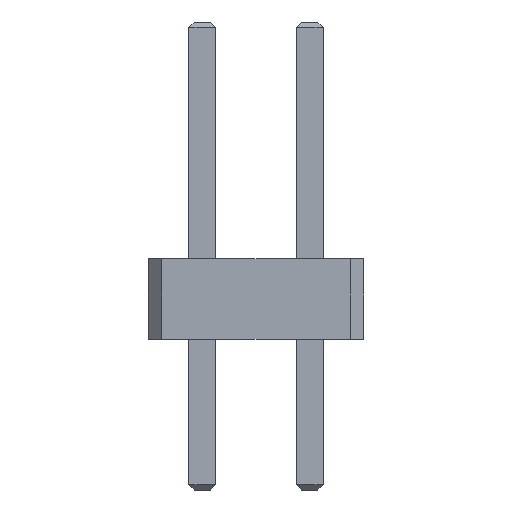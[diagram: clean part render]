
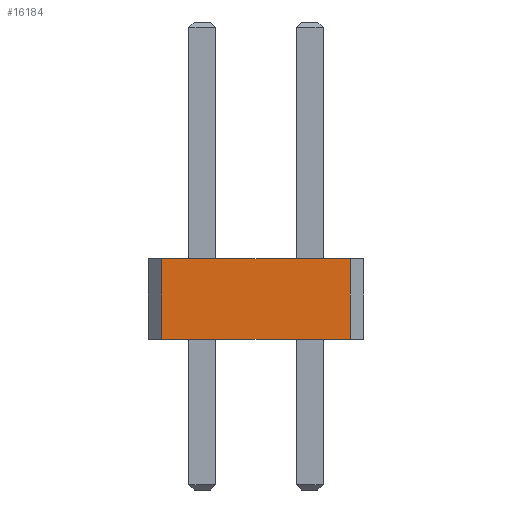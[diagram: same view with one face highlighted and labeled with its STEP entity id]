
A CAD part, front view. The second image highlights one B-rep face of the part: STEP entity #16184.
In plain terms, the highlighted planar face has unit normal (0, -1, 0).
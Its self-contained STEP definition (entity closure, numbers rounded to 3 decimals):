
#44 = PLANE('',#45);
#45 = AXIS2_PLACEMENT_3D('',#46,#47,#48);
#46 = CARTESIAN_POINT('',(-1.,0.75,0.));
#47 = DIRECTION('',(0.,0.,-1.));
#48 = DIRECTION('',(0.,1.,0.));
#100 = PLANE('',#101);
#101 = AXIS2_PLACEMENT_3D('',#102,#103,#104);
#102 = CARTESIAN_POINT('',(-1.,0.75,1.5));
#103 = DIRECTION('',(0.,0.,-1.));
#104 = DIRECTION('',(-1.,0.,0.));
#1673 = VERTEX_POINT('',#1674);
#1674 = CARTESIAN_POINT('',(2.75,-35.,0.));
#1688 = PLANE('',#1689);
#1689 = AXIS2_PLACEMENT_3D('',#1690,#1691,#1692);
#1690 = CARTESIAN_POINT('',(2.875,-34.875,0.));
#1691 = DIRECTION('',(0.707,-0.707,0.));
#1692 = DIRECTION('',(0.,0.,-1.));
#1700 = EDGE_CURVE('',#1701,#1673,#1703,.T.);
#1701 = VERTEX_POINT('',#1702);
#1702 = CARTESIAN_POINT('',(-0.75,-35.,0.));
#1703 = SURFACE_CURVE('',#1704,(#1708,#1715),.PCURVE_S1.);
#1704 = LINE('',#1705,#1706);
#1705 = CARTESIAN_POINT('',(-1.,-35.,0.));
#1706 = VECTOR('',#1707,1.);
#1707 = DIRECTION('',(1.,0.,0.));
#1708 = PCURVE('',#44,#1709);
#1709 = DEFINITIONAL_REPRESENTATION('',(#1710),#1714);
#1710 = LINE('',#1711,#1712);
#1711 = CARTESIAN_POINT('',(-35.75,0.));
#1712 = VECTOR('',#1713,1.);
#1713 = DIRECTION('',(0.,1.));
#1714 = ( GEOMETRIC_REPRESENTATION_CONTEXT(2) 
PARAMETRIC_REPRESENTATION_CONTEXT() REPRESENTATION_CONTEXT('2D SPACE',''
  ) );
#1715 = PCURVE('',#1716,#1721);
#1716 = PLANE('',#1717);
#1717 = AXIS2_PLACEMENT_3D('',#1718,#1719,#1720);
#1718 = CARTESIAN_POINT('',(-1.,-35.,0.));
#1719 = DIRECTION('',(0.,1.,0.));
#1720 = DIRECTION('',(1.,0.,0.));
#1721 = DEFINITIONAL_REPRESENTATION('',(#1722),#1726);
#1722 = LINE('',#1723,#1724);
#1723 = CARTESIAN_POINT('',(0.,0.));
#1724 = VECTOR('',#1725,1.);
#1725 = DIRECTION('',(1.,0.));
#1726 = ( GEOMETRIC_REPRESENTATION_CONTEXT(2) 
PARAMETRIC_REPRESENTATION_CONTEXT() REPRESENTATION_CONTEXT('2D SPACE',''
  ) );
#1744 = PLANE('',#1745);
#1745 = AXIS2_PLACEMENT_3D('',#1746,#1747,#1748);
#1746 = CARTESIAN_POINT('',(-0.875,-34.875,0.));
#1747 = DIRECTION('',(-0.707,-0.707,0.));
#1748 = DIRECTION('',(0.,0.,-1.));
#8322 = VERTEX_POINT('',#8323);
#8323 = CARTESIAN_POINT('',(2.75,-35.,1.5));
#8344 = EDGE_CURVE('',#8345,#8322,#8347,.T.);
#8345 = VERTEX_POINT('',#8346);
#8346 = CARTESIAN_POINT('',(-0.75,-35.,1.5));
#8347 = SURFACE_CURVE('',#8348,(#8352,#8359),.PCURVE_S1.);
#8348 = LINE('',#8349,#8350);
#8349 = CARTESIAN_POINT('',(-1.,-35.,1.5));
#8350 = VECTOR('',#8351,1.);
#8351 = DIRECTION('',(1.,0.,0.));
#8352 = PCURVE('',#100,#8353);
#8353 = DEFINITIONAL_REPRESENTATION('',(#8354),#8358);
#8354 = LINE('',#8355,#8356);
#8355 = CARTESIAN_POINT('',(0.,-35.75));
#8356 = VECTOR('',#8357,1.);
#8357 = DIRECTION('',(-1.,0.));
#8358 = ( GEOMETRIC_REPRESENTATION_CONTEXT(2) 
PARAMETRIC_REPRESENTATION_CONTEXT() REPRESENTATION_CONTEXT('2D SPACE',''
  ) );
#8359 = PCURVE('',#1716,#8360);
#8360 = DEFINITIONAL_REPRESENTATION('',(#8361),#8365);
#8361 = LINE('',#8362,#8363);
#8362 = CARTESIAN_POINT('',(0.,-1.5));
#8363 = VECTOR('',#8364,1.);
#8364 = DIRECTION('',(1.,0.));
#8365 = ( GEOMETRIC_REPRESENTATION_CONTEXT(2) 
PARAMETRIC_REPRESENTATION_CONTEXT() REPRESENTATION_CONTEXT('2D SPACE',''
  ) );
#16164 = EDGE_CURVE('',#1701,#8345,#16165,.T.);
#16165 = SURFACE_CURVE('',#16166,(#16170,#16177),.PCURVE_S1.);
#16166 = LINE('',#16167,#16168);
#16167 = CARTESIAN_POINT('',(-0.75,-35.,0.));
#16168 = VECTOR('',#16169,1.);
#16169 = DIRECTION('',(0.,0.,1.));
#16170 = PCURVE('',#1744,#16171);
#16171 = DEFINITIONAL_REPRESENTATION('',(#16172),#16176);
#16172 = LINE('',#16173,#16174);
#16173 = CARTESIAN_POINT('',(0.,0.177));
#16174 = VECTOR('',#16175,1.);
#16175 = DIRECTION('',(-1.,0.));
#16176 = ( GEOMETRIC_REPRESENTATION_CONTEXT(2) 
PARAMETRIC_REPRESENTATION_CONTEXT() REPRESENTATION_CONTEXT('2D SPACE',''
  ) );
#16177 = PCURVE('',#1716,#16178);
#16178 = DEFINITIONAL_REPRESENTATION('',(#16179),#16183);
#16179 = LINE('',#16180,#16181);
#16180 = CARTESIAN_POINT('',(0.25,0.));
#16181 = VECTOR('',#16182,1.);
#16182 = DIRECTION('',(0.,-1.));
#16183 = ( GEOMETRIC_REPRESENTATION_CONTEXT(2) 
PARAMETRIC_REPRESENTATION_CONTEXT() REPRESENTATION_CONTEXT('2D SPACE',''
  ) );
#16184 = ADVANCED_FACE('',(#16185),#1716,.F.);
#16185 = FACE_BOUND('',#16186,.F.);
#16186 = EDGE_LOOP('',(#16187,#16188,#16189,#16190));
#16187 = ORIENTED_EDGE('',*,*,#1700,.F.);
#16188 = ORIENTED_EDGE('',*,*,#16164,.T.);
#16189 = ORIENTED_EDGE('',*,*,#8344,.T.);
#16190 = ORIENTED_EDGE('',*,*,#16191,.F.);
#16191 = EDGE_CURVE('',#1673,#8322,#16192,.T.);
#16192 = SURFACE_CURVE('',#16193,(#16197,#16204),.PCURVE_S1.);
#16193 = LINE('',#16194,#16195);
#16194 = CARTESIAN_POINT('',(2.75,-35.,0.));
#16195 = VECTOR('',#16196,1.);
#16196 = DIRECTION('',(0.,0.,1.));
#16197 = PCURVE('',#1716,#16198);
#16198 = DEFINITIONAL_REPRESENTATION('',(#16199),#16203);
#16199 = LINE('',#16200,#16201);
#16200 = CARTESIAN_POINT('',(3.75,0.));
#16201 = VECTOR('',#16202,1.);
#16202 = DIRECTION('',(0.,-1.));
#16203 = ( GEOMETRIC_REPRESENTATION_CONTEXT(2) 
PARAMETRIC_REPRESENTATION_CONTEXT() REPRESENTATION_CONTEXT('2D SPACE',''
  ) );
#16204 = PCURVE('',#1688,#16205);
#16205 = DEFINITIONAL_REPRESENTATION('',(#16206),#16210);
#16206 = LINE('',#16207,#16208);
#16207 = CARTESIAN_POINT('',(0.,-0.177));
#16208 = VECTOR('',#16209,1.);
#16209 = DIRECTION('',(-1.,0.));
#16210 = ( GEOMETRIC_REPRESENTATION_CONTEXT(2) 
PARAMETRIC_REPRESENTATION_CONTEXT() REPRESENTATION_CONTEXT('2D SPACE',''
  ) );
